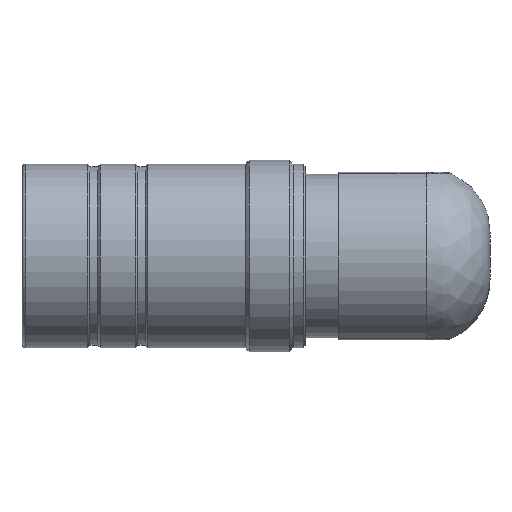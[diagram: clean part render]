
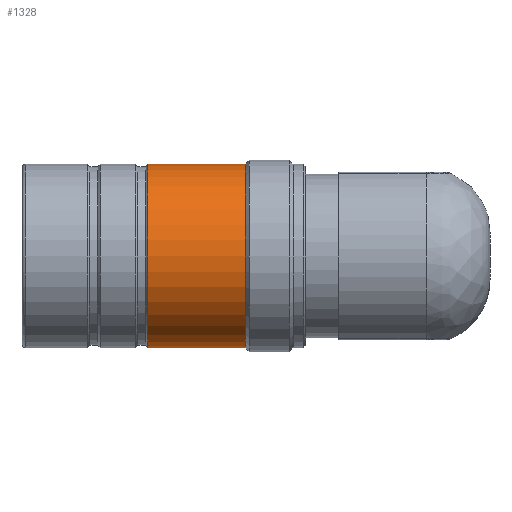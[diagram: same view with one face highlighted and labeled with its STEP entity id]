
A CAD part, front view. The second image highlights one B-rep face of the part: STEP entity #1328.
In plain terms, the highlighted cylindrical face has radius 11.5 mm (diameter 23 mm), a full revolution.
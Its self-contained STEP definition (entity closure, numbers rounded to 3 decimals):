
#135=LINE('',#2701,#190);
#190=VECTOR('',#1911,11.5);
#226=CYLINDRICAL_SURFACE('',#1515,11.5);
#306=FACE_OUTER_BOUND('',#405,.T.);
#405=EDGE_LOOP('',(#1131,#1132,#1133,#1134));
#519=CIRCLE('',#1514,11.5);
#520=CIRCLE('',#1516,11.5);
#628=VERTEX_POINT('',#2695);
#629=VERTEX_POINT('',#2699);
#796=EDGE_CURVE('',#628,#628,#519,.T.);
#798=EDGE_CURVE('',#629,#629,#520,.T.);
#799=EDGE_CURVE('',#629,#628,#135,.T.);
#1131=ORIENTED_EDGE('',*,*,#798,.F.);
#1132=ORIENTED_EDGE('',*,*,#799,.T.);
#1133=ORIENTED_EDGE('',*,*,#796,.T.);
#1134=ORIENTED_EDGE('',*,*,#799,.F.);
#1328=ADVANCED_FACE('',(#306),#226,.T.);
#1514=AXIS2_PLACEMENT_3D('',#2696,#1904,#1905);
#1515=AXIS2_PLACEMENT_3D('',#2698,#1907,#1908);
#1516=AXIS2_PLACEMENT_3D('',#2700,#1909,#1910);
#1904=DIRECTION('center_axis',(1.,0.,0.));
#1905=DIRECTION('ref_axis',(0.,0.,1.));
#1907=DIRECTION('center_axis',(1.,0.,0.));
#1908=DIRECTION('ref_axis',(0.,-1.,0.));
#1909=DIRECTION('center_axis',(1.,0.,0.));
#1910=DIRECTION('ref_axis',(0.,0.,1.));
#1911=DIRECTION('',(-1.,0.,0.));
#2695=CARTESIAN_POINT('',(15.8,11.5,0.));
#2696=CARTESIAN_POINT('Origin',(15.8,0.,0.));
#2698=CARTESIAN_POINT('Origin',(21.9,0.,0.));
#2699=CARTESIAN_POINT('',(28.,11.5,0.));
#2700=CARTESIAN_POINT('Origin',(28.,0.,0.));
#2701=CARTESIAN_POINT('',(21.9,11.5,0.));
